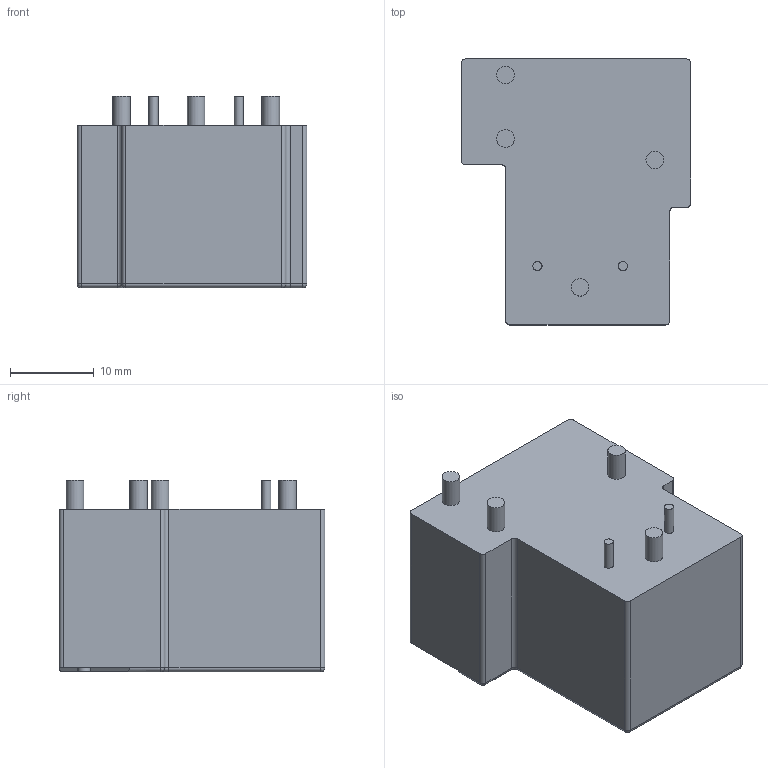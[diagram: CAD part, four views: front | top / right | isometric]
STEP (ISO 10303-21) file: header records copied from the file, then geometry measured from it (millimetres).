
FILE_DESCRIPTION(/* description */ ('NRP-15-C-48D Реле'),/* implementation_level */ '2;1');
FILE_NAME(/* name */ 'NRP-15-C-48D Реле.stp',/* time_stamp */ '2023-08-07T13:31:47+03:00',/* author */ ('alcoa'),/* organization */ (''),/* preprocessor_version */ 'ST-DEVELOPER v18.1',/* originating_system */ 'Autodesk Inventor 2021',/* authorisation */ '');
FILE_SCHEMA (('CONFIG_CONTROL_DESIGN'));
Length unit declared in the file: millimetre
Products named in the file (1): NRP-15-C-48D Реле
Bounding box: 27.4 x 31.7 x 22.9 mm (x, y, z)
Volume: 14236.5 mm3; surface area: 3819 mm2
Topology: 1 solids, 1 shells, 49 faces, 99 edges, 59 vertices
Faces by surface type: cylinder 23, plane 19, sphere 5, torus 2
Full cylindrical faces by diameter (mm): 1.1 x2, 1.5 x1, 2.1 x4
Entity records: 1381 total; most frequent: DIRECTION 247, CARTESIAN_POINT 208, ORIENTED_EDGE 198, EDGE_CURVE 99, AXIS2_PLACEMENT_3D 98, VERTEX_POINT 59, EDGE_LOOP 56, LINE 51
